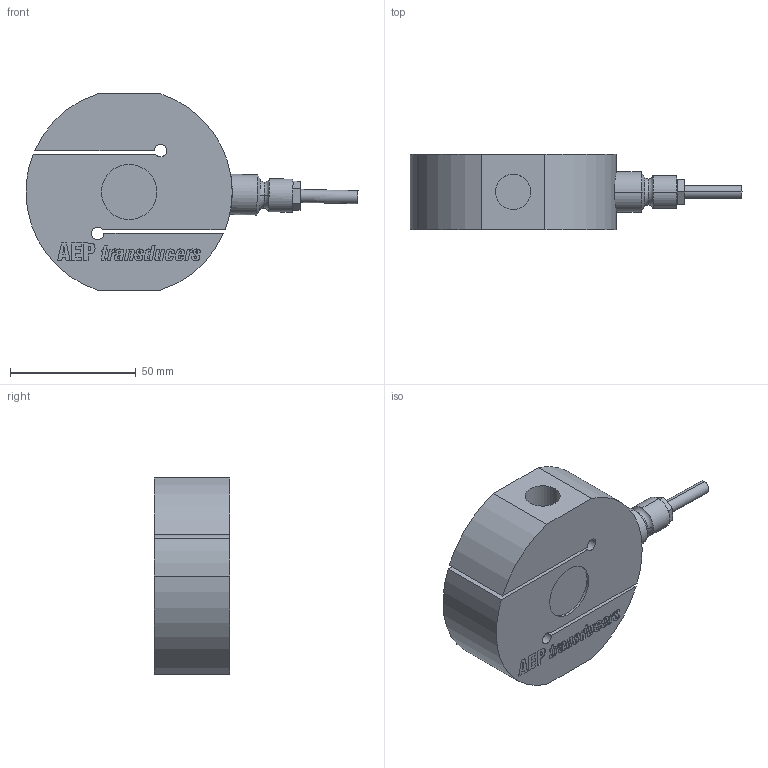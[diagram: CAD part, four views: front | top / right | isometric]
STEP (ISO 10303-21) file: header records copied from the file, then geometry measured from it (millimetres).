
FILE_DESCRIPTION(('STEP AP214'),'1');
FILE_NAME('TS_82 500kg to 2t.stp','2015-05-20T08:52:01',(' '),(' '),'Spatial InterOp 3D',' ',' ');
FILE_SCHEMA(('automotive_design'));
Length unit declared in the file: metre
Products named in the file (1): TS Ø82 2t
Bounding box: 132.03 x 30 x 78 mm (x, y, z)
Volume: 148053.5 mm3; surface area: 28040.1 mm2
Topology: 1 solids, 1 shells, 233 faces, 602 edges, 398 vertices
Faces by surface type: plane 153, extrusion 44, cylinder 28, torus 6, cone 2
Entity records: 9556 total; most frequent: CARTESIAN_POINT 2071, ORIENTED_EDGE 1204, DIRECTION 1012, EDGE_CURVE 602, VECTOR 476, LINE 432, VERTEX_POINT 398, AXIS2_PLACEMENT_3D 268
